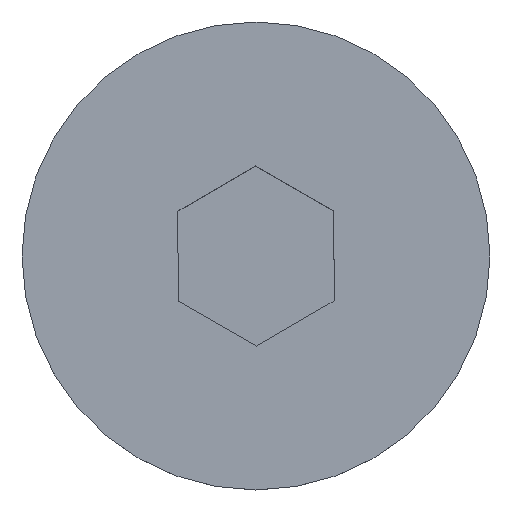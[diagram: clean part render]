
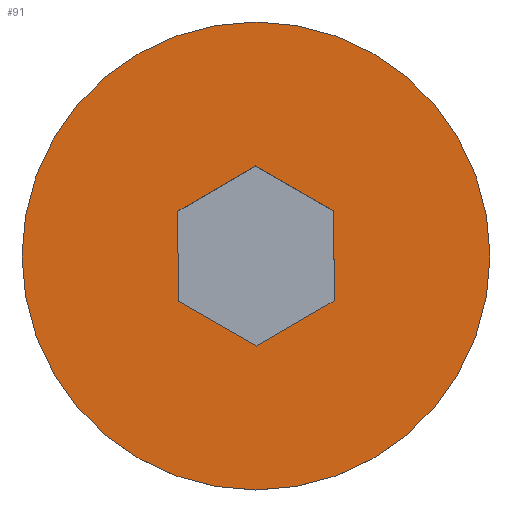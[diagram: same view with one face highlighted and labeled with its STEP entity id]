
A CAD part, top view. The second image highlights one B-rep face of the part: STEP entity #91.
In plain terms, the highlighted planar face has unit normal (0, 0, 1).
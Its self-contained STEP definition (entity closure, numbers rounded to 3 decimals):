
#91=ADVANCED_FACE('',(#217,#218),#219,.T.);
#217=FACE_BOUND('',#386,.T.);
#218=FACE_OUTER_BOUND('',#387,.T.);
#219=PLANE('',#388);
#386=EDGE_LOOP('',(#558,#559,#560,#561,#562,#563));
#387=EDGE_LOOP('',(#564,#565));
#388=AXIS2_PLACEMENT_3D('',#566,#567,#568);
#558=ORIENTED_EDGE('',*,*,#959,.T.);
#559=ORIENTED_EDGE('',*,*,#960,.T.);
#560=ORIENTED_EDGE('',*,*,#961,.T.);
#561=ORIENTED_EDGE('',*,*,#962,.T.);
#562=ORIENTED_EDGE('',*,*,#963,.T.);
#563=ORIENTED_EDGE('',*,*,#964,.T.);
#564=ORIENTED_EDGE('',*,*,#965,.F.);
#565=ORIENTED_EDGE('',*,*,#966,.F.);
#566=CARTESIAN_POINT('',(0.0,0.0,-0.55));
#567=DIRECTION('',(0.0,0.0,1.0));
#568=DIRECTION('',(1.0,0.0,0.0));
#959=EDGE_CURVE('',#1127,#1128,#1129,.T.);
#960=EDGE_CURVE('',#1128,#1130,#1131,.T.);
#961=EDGE_CURVE('',#1130,#1132,#1133,.T.);
#962=EDGE_CURVE('',#1132,#1134,#1135,.T.);
#963=EDGE_CURVE('',#1134,#1136,#1137,.T.);
#964=EDGE_CURVE('',#1136,#1127,#1138,.T.);
#965=EDGE_CURVE('',#1139,#1140,#1141,.T.);
#966=EDGE_CURVE('',#1140,#1139,#1142,.T.);
#1127=VERTEX_POINT('',#1351);
#1128=VERTEX_POINT('',#1352);
#1129=LINE('',#1353,#1354);
#1130=VERTEX_POINT('',#1355);
#1131=LINE('',#1356,#1357);
#1132=VERTEX_POINT('',#1358);
#1133=LINE('',#1359,#1360);
#1134=VERTEX_POINT('',#1361);
#1135=LINE('',#1362,#1363);
#1136=VERTEX_POINT('',#1364);
#1137=LINE('',#1365,#1366);
#1138=LINE('',#1367,#1368);
#1139=VERTEX_POINT('',#1369);
#1140=VERTEX_POINT('',#1370);
#1141=CIRCLE('',#1371,9.0);
#1142=CIRCLE('',#1372,9.0);
#1351=CARTESIAN_POINT('',(-3.002,1.729,-0.55));
#1352=CARTESIAN_POINT('',(-0.004,3.464,-0.55));
#1353=CARTESIAN_POINT('',(-0.753,3.03,-0.55));
#1354=VECTOR('',#1617,1.0);
#1355=CARTESIAN_POINT('',(2.998,1.735,-0.55));
#1356=CARTESIAN_POINT('',(2.248,2.168,-0.55));
#1357=VECTOR('',#1618,1.0);
#1358=CARTESIAN_POINT('',(3.002,-1.729,-0.55));
#1359=CARTESIAN_POINT('',(3.001,-0.863,-0.55));
#1360=VECTOR('',#1619,1.);
#1361=CARTESIAN_POINT('',(0.004,-3.464,-0.55));
#1362=CARTESIAN_POINT('',(0.753,-3.03,-0.55));
#1363=VECTOR('',#1620,1.);
#1364=CARTESIAN_POINT('',(-2.998,-1.735,-0.55));
#1365=CARTESIAN_POINT('',(-2.248,-2.168,-0.55));
#1366=VECTOR('',#1621,1.0);
#1367=CARTESIAN_POINT('',(-3.001,0.863,-0.55));
#1368=VECTOR('',#1622,1.);
#1369=CARTESIAN_POINT('',(9.0,0.0,-0.55));
#1370=CARTESIAN_POINT('',(-9.0,0.,-0.55));
#1371=AXIS2_PLACEMENT_3D('',#1623,#1624,#1625);
#1372=AXIS2_PLACEMENT_3D('',#1626,#1627,#1628);
#1617=DIRECTION('',(0.865,0.501,0.0));
#1618=DIRECTION('',(0.867,-0.499,0.0));
#1619=DIRECTION('',(0.001,-1.,0.0));
#1620=DIRECTION('',(-0.865,-0.501,0.0));
#1621=DIRECTION('',(-0.867,0.499,0.0));
#1622=DIRECTION('',(-0.001,1.,0.0));
#1623=CARTESIAN_POINT('',(0.0,0.0,-0.55));
#1624=DIRECTION('',(0.0,0.0,-1.0));
#1625=DIRECTION('',(1.0,0.0,0.0));
#1626=CARTESIAN_POINT('',(0.0,0.0,-0.55));
#1627=DIRECTION('',(0.0,0.0,-1.0));
#1628=DIRECTION('',(1.0,0.0,0.0));
